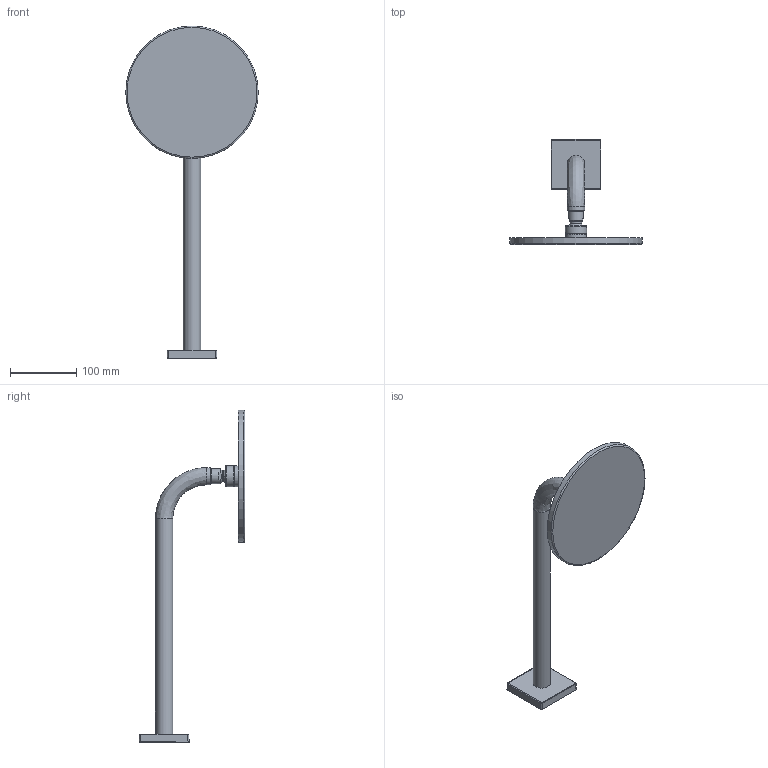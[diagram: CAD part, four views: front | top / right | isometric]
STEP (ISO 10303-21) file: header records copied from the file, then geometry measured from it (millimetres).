
FILE_DESCRIPTION (( 'STEP AP203' ), '1' );
FILE_NAME ('232020+04180300.STEP', '2017-03-09T05:46:17', ( '' ), ( '' ), 'SwSTEP 2.0', 'SolidWorks 2016', '' );
FILE_SCHEMA (( 'CONFIG_CONTROL_DESIGN' ));
Length unit declared in the file: millimetre
Products named in the file (1): 232020+04180300
Bounding box: 199.4 x 158.9 x 499.7 mm (x, y, z)
Volume: 629012.4 mm3; surface area: 121864.1 mm2
Topology: 1 solids, 1 shells, 58 faces, 132 edges, 84 vertices
Faces by surface type: bspline 21, plane 18, cylinder 16, cone 2, torus 1
Full cylindrical faces by diameter (mm): 17.2 x1, 20.96 x1, 22.8 x1, 26 x2, 31.6 x1, 32 x1, 199.4 x1
Entity records: 2924 total; most frequent: CARTESIAN_POINT 1778, ORIENTED_EDGE 228, DIRECTION 168, EDGE_CURVE 114, EDGE_LOOP 78, VERTEX_POINT 78, AXIS2_PLACEMENT_3D 68, FACE_OUTER_BOUND 68
